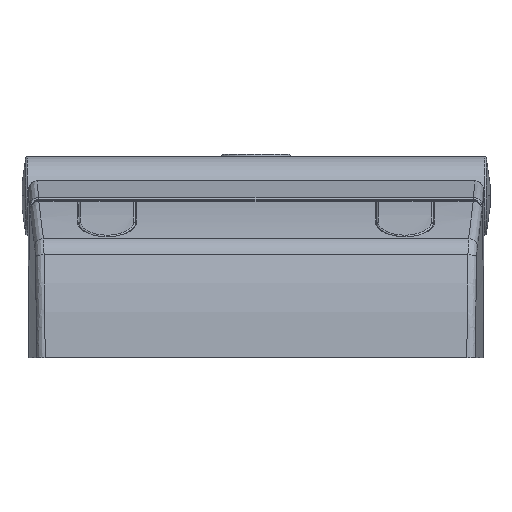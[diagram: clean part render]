
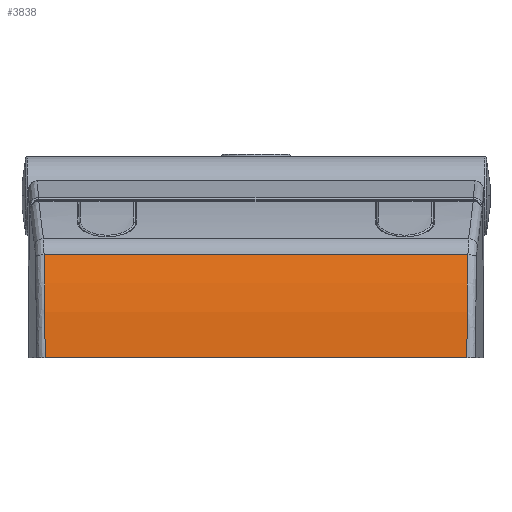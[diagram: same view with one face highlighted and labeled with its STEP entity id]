
A CAD part, left-side view. The second image highlights one B-rep face of the part: STEP entity #3838.
In plain terms, the highlighted cylindrical face has radius 86.5 mm (diameter 173 mm), a partial arc.
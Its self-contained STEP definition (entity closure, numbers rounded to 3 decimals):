
#3838=ADVANCED_FACE('NONE',(#11204),#11205,.T.);
#11204=FACE_OUTER_BOUND('',#22291,.T.);
#11205=CYLINDRICAL_SURFACE('',#22292,86.5);
#22291=EDGE_LOOP('',(#63179,#63180,#63181,#63182));
#22292=AXIS2_PLACEMENT_3D('',#63183,#63184,#63185);
#63179=ORIENTED_EDGE('',*,*,#93486,.T.);
#63180=ORIENTED_EDGE('',*,*,#93487,.F.);
#63181=ORIENTED_EDGE('',*,*,#93488,.T.);
#63182=ORIENTED_EDGE('',*,*,#93489,.T.);
#63183=CARTESIAN_POINT('',(44.5,148.0,0.));
#63184=DIRECTION('',(0.0,-1.0,0.));
#63185=DIRECTION('',(-1.0,0.0,0.0));
#93486=EDGE_CURVE('NONE',#106379,#106380,#106381,.T.);
#93487=EDGE_CURVE('NONE',#106382,#106380,#106383,.T.);
#93488=EDGE_CURVE('NONE',#106382,#106384,#106385,.T.);
#93489=EDGE_CURVE('NONE',#106384,#106379,#106386,.T.);
#106379=VERTEX_POINT('NONE',#125231);
#106380=VERTEX_POINT('NONE',#125232);
#106381=LINE('',#125233,#125234);
#106382=VERTEX_POINT('NONE',#125235);
#106383=B_SPLINE_CURVE_WITH_KNOTS('',3,(#125236,#125237,#125238,#125239,#125240,#125241),.UNSPECIFIED.,.F.,.F.,(4,2,4),(0.,0.012,0.024),.UNSPECIFIED.);
#106384=VERTEX_POINT('NONE',#125242);
#106385=LINE('',#125243,#125244);
#106386=B_SPLINE_CURVE_WITH_KNOTS('',3,(#125245,#125246,#125247,#125248,#125249,#125250),.UNSPECIFIED.,.F.,.F.,(4,2,4),(0.,0.012,0.024),.UNSPECIFIED.);
#125231=CARTESIAN_POINT('',(-38.735,151.607,23.54));
#125232=CARTESIAN_POINT('',(-38.735,248.393,23.54));
#125233=CARTESIAN_POINT('',(-38.735,148.0,23.54));
#125234=VECTOR('',#162179,1000.0);
#125235=CARTESIAN_POINT('',(-42.0,248.153,0.));
#125236=CARTESIAN_POINT('',(-42.0,248.153,0.));
#125237=CARTESIAN_POINT('',(-42.0,248.153,3.999));
#125238=CARTESIAN_POINT('',(-41.724,248.174,7.96));
#125239=CARTESIAN_POINT('',(-40.636,248.255,15.807));
#125240=CARTESIAN_POINT('',(-39.823,248.315,19.693));
#125241=CARTESIAN_POINT('',(-38.735,248.393,23.54));
#125242=CARTESIAN_POINT('',(-42.0,151.847,0.));
#125243=CARTESIAN_POINT('',(-42.0,252.0,0.));
#125244=VECTOR('',#162180,1000.0);
#125245=CARTESIAN_POINT('',(-42.0,151.847,0.));
#125246=CARTESIAN_POINT('',(-42.0,151.847,3.999));
#125247=CARTESIAN_POINT('',(-41.724,151.826,7.96));
#125248=CARTESIAN_POINT('',(-40.636,151.745,15.807));
#125249=CARTESIAN_POINT('',(-39.823,151.685,19.693));
#125250=CARTESIAN_POINT('',(-38.735,151.607,23.54));
#162179=DIRECTION('',(0.0,1.0,0.));
#162180=DIRECTION('',(0.0,-1.0,0.));
